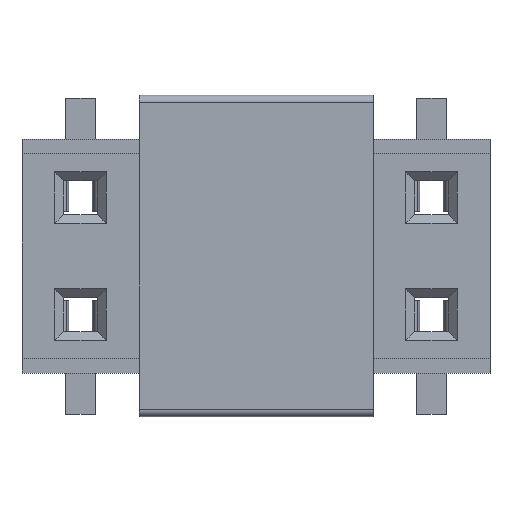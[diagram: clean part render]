
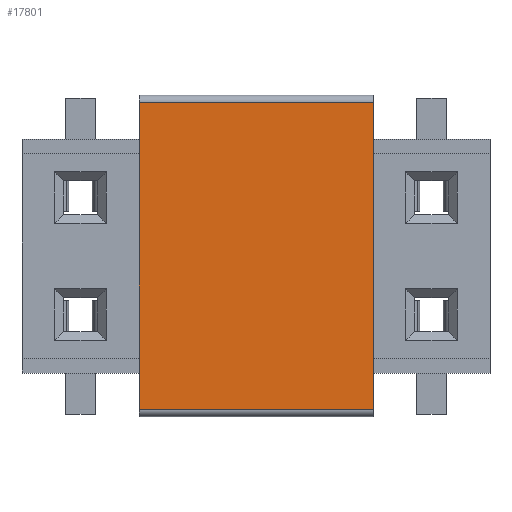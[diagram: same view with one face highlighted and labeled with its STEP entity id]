
A CAD part, top view. The second image highlights one B-rep face of the part: STEP entity #17801.
In plain terms, the highlighted planar face has unit normal (0, 0, 1).
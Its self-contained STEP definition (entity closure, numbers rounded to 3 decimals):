
#1339=PLANE('',#18849);
#1866=FACE_OUTER_BOUND('',#2811,.T.);
#2811=EDGE_LOOP('',(#12287,#12288,#12289,#12290));
#3807=LINE('',#25084,#5621);
#3808=LINE('',#25088,#5622);
#3809=LINE('',#25090,#5623);
#3810=LINE('',#25091,#5624);
#5621=VECTOR('',#20383,1.);
#5622=VECTOR('',#20388,1.);
#5623=VECTOR('',#20389,1.);
#5624=VECTOR('',#20390,1.);
#7969=VERTEX_POINT('',#25081);
#7970=VERTEX_POINT('',#25083);
#7971=VERTEX_POINT('',#25087);
#7972=VERTEX_POINT('',#25089);
#9650=EDGE_CURVE('',#7970,#7969,#3807,.T.);
#9652=EDGE_CURVE('',#7969,#7971,#3808,.T.);
#9653=EDGE_CURVE('',#7972,#7971,#3809,.T.);
#9654=EDGE_CURVE('',#7970,#7972,#3810,.T.);
#12287=ORIENTED_EDGE('',*,*,#9652,.T.);
#12288=ORIENTED_EDGE('',*,*,#9653,.F.);
#12289=ORIENTED_EDGE('',*,*,#9654,.F.);
#12290=ORIENTED_EDGE('',*,*,#9650,.T.);
#17801=ADVANCED_FACE('',(#1866),#1339,.F.);
#18849=AXIS2_PLACEMENT_3D('',#25086,#20386,#20387);
#20383=DIRECTION('',(-1.,0.,0.));
#20386=DIRECTION('center_axis',(0.,0.,-1.));
#20387=DIRECTION('ref_axis',(1.,0.,0.));
#20388=DIRECTION('',(0.,-1.,0.));
#20389=DIRECTION('',(-1.,0.,0.));
#20390=DIRECTION('',(0.,-1.,0.));
#25081=CARTESIAN_POINT('',(-2.26,2.516,2.545));
#25083=CARTESIAN_POINT('',(1.74,2.516,2.545));
#25084=CARTESIAN_POINT('',(7.74,2.516,2.545));
#25086=CARTESIAN_POINT('Origin',(7.74,-2.724,2.545));
#25087=CARTESIAN_POINT('',(-2.26,-2.724,2.545));
#25088=CARTESIAN_POINT('',(-2.26,-2.724,2.545));
#25089=CARTESIAN_POINT('',(1.74,-2.724,2.545));
#25090=CARTESIAN_POINT('',(7.74,-2.724,2.545));
#25091=CARTESIAN_POINT('',(1.74,-2.809,2.545));
